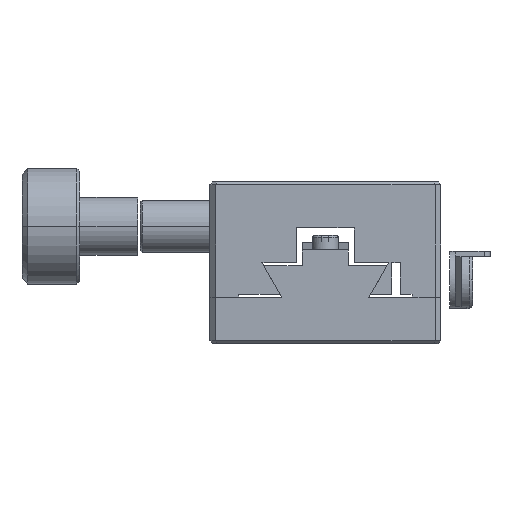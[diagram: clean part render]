
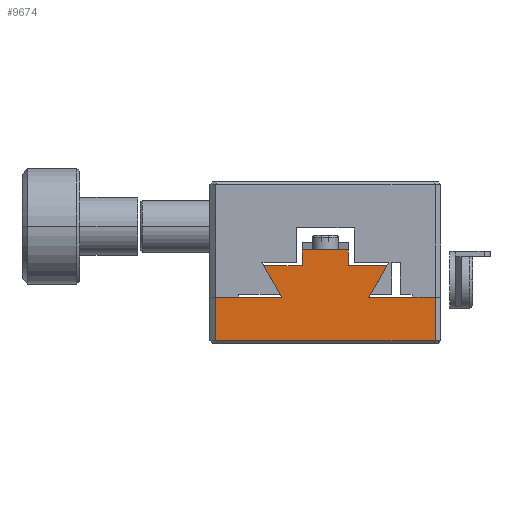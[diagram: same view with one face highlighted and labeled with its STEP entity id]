
A CAD part, front view. The second image highlights one B-rep face of the part: STEP entity #9674.
In plain terms, the highlighted planar face has unit normal (0, -1, 0).
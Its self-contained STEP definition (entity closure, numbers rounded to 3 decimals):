
#32 = VERTEX_POINT ( 'NONE', #1122 ) ;
#154 = CARTESIAN_POINT ( 'NONE',  ( -27.5, -300., 8. ) ) ;
#215 = ORIENTED_EDGE ( 'NONE', *, *, #2285, .T. ) ;
#237 = DIRECTION ( 'NONE',  ( 1., 0., 0. ) ) ;
#307 = ORIENTED_EDGE ( 'NONE', *, *, #9853, .F. ) ;
#370 = ORIENTED_EDGE ( 'NONE', *, *, #12749, .T. ) ;
#639 = VERTEX_POINT ( 'NONE', #6902 ) ;
#717 = VECTOR ( 'NONE', #5340, 1000. ) ;
#770 = VERTEX_POINT ( 'NONE', #7534 ) ;
#877 = VERTEX_POINT ( 'NONE', #3678 ) ;
#1060 = VECTOR ( 'NONE', #12371, 1000. ) ;
#1122 = CARTESIAN_POINT ( 'NONE',  ( -39., -300., 0.5 ) ) ;
#1326 = CARTESIAN_POINT ( 'NONE',  ( -30.5, -300., 13.5 ) ) ;
#1352 = LINE ( 'NONE', #10882, #13352 ) ;
#1544 = EDGE_CURVE ( 'NONE', #5116, #10168, #9035, .T. ) ;
#1605 = B_SPLINE_CURVE_WITH_KNOTS ( 'NONE', 3,
 ( #2455, #2010, #10048, #3741 ),
 .UNSPECIFIED., .F., .F.,
 ( 4, 4 ),
 ( 0., 1. ),
 .UNSPECIFIED. ) ;
#1625 = CARTESIAN_POINT ( 'NONE',  ( -16., -300., 8.35 ) ) ;
#1660 = CARTESIAN_POINT ( 'NONE',  ( -20., -300., 16.2 ) ) ;
#1675 = DIRECTION ( 'NONE',  ( 0., 0., -1. ) ) ;
#1759 = CARTESIAN_POINT ( 'NONE',  ( -39., -300., 0.5 ) ) ;
#1807 = EDGE_CURVE ( 'NONE', #877, #11740, #1605, .T. ) ;
#1832 = DIRECTION ( 'NONE',  ( 0., 0., 1. ) ) ;
#2010 = CARTESIAN_POINT ( 'NONE',  ( -11.5, -300., 9.732 ) ) ;
#2087 = LINE ( 'NONE', #7969, #2388 ) ;
#2152 = VECTOR ( 'NONE', #6994, 1000. ) ;
#2168 = ORIENTED_EDGE ( 'NONE', *, *, #6979, .T. ) ;
#2285 = EDGE_CURVE ( 'NONE', #639, #3845, #11001, .T. ) ;
#2334 = CARTESIAN_POINT ( 'NONE',  ( -20., -300., 13.5 ) ) ;
#2340 = ORIENTED_EDGE ( 'NONE', *, *, #1544, .T. ) ;
#2388 = VECTOR ( 'NONE', #1675, 1000. ) ;
#2422 = VERTEX_POINT ( 'NONE', #2881 ) ;
#2423 = EDGE_CURVE ( 'NONE', #770, #32, #9421, .T. ) ;
#2455 = CARTESIAN_POINT ( 'NONE',  ( -12.5, -300., 8. ) ) ;
#2814 = ORIENTED_EDGE ( 'NONE', *, *, #1807, .T. ) ;
#2881 = CARTESIAN_POINT ( 'NONE',  ( -1., -300., 0.5 ) ) ;
#2991 = DIRECTION ( 'NONE',  ( -1., 0., 0. ) ) ;
#3041 = AXIS2_PLACEMENT_3D ( 'NONE', #1759, #8711, #237 ) ;
#3047 = VERTEX_POINT ( 'NONE', #9033 ) ;
#3379 = LINE ( 'NONE', #1660, #7353 ) ;
#3595 = VECTOR ( 'NONE', #1832, 1000. ) ;
#3678 = CARTESIAN_POINT ( 'NONE',  ( -12.5, -300., 8. ) ) ;
#3734 = ORIENTED_EDGE ( 'NONE', *, *, #12211, .F. ) ;
#3741 = CARTESIAN_POINT ( 'NONE',  ( -9.5, -300., 13.196 ) ) ;
#3845 = VERTEX_POINT ( 'NONE', #7275 ) ;
#3888 = EDGE_CURVE ( 'NONE', #639, #11740, #2087, .T. ) ;
#4284 = EDGE_CURVE ( 'NONE', #3047, #12928, #7221, .T. ) ;
#4715 = EDGE_LOOP ( 'NONE', ( #6493, #307, #370, #9106, #2814, #9404, #215, #2168, #11894, #2340, #7168, #3734, #12624, #10579 ) ) ;
#4886 = CARTESIAN_POINT ( 'NONE',  ( -24., -300., 8.35 ) ) ;
#5081 = CARTESIAN_POINT ( 'NONE',  ( -24., -300., 16.2 ) ) ;
#5116 = VERTEX_POINT ( 'NONE', #5081 ) ;
#5340 = DIRECTION ( 'NONE',  ( 0., 0., -1. ) ) ;
#5679 = DIRECTION ( 'NONE',  ( -1., 0., 0. ) ) ;
#5721 = CARTESIAN_POINT ( 'NONE',  ( -20., -300., 8. ) ) ;
#5751 = DIRECTION ( 'NONE',  ( -1., 0., 0. ) ) ;
#5897 = CARTESIAN_POINT ( 'NONE',  ( -1., -300., 8.35 ) ) ;
#5917 = DIRECTION ( 'NONE',  ( 0., 0., -1. ) ) ;
#6493 = ORIENTED_EDGE ( 'NONE', *, *, #2423, .T. ) ;
#6567 = EDGE_CURVE ( 'NONE', #10533, #877, #7006, .T. ) ;
#6732 = PLANE ( 'NONE',  #3041 ) ;
#6766 = DIRECTION ( 'NONE',  ( 0., 0., 1. ) ) ;
#6902 = CARTESIAN_POINT ( 'NONE',  ( -9.5, -300., 13.5 ) ) ;
#6979 = EDGE_CURVE ( 'NONE', #3845, #11610, #7693, .T. ) ;
#6994 = DIRECTION ( 'NONE',  ( 0., 0., 1. ) ) ;
#7006 = LINE ( 'NONE', #7424, #12195 ) ;
#7168 = ORIENTED_EDGE ( 'NONE', *, *, #8924, .T. ) ;
#7197 = CARTESIAN_POINT ( 'NONE',  ( -20., -300., 0.5 ) ) ;
#7221 = B_SPLINE_CURVE_WITH_KNOTS ( 'NONE', 3,
 ( #12031, #12269, #9935, #154 ),
 .UNSPECIFIED., .F., .F.,
 ( 4, 4 ),
 ( 0., 1. ),
 .UNSPECIFIED. ) ;
#7255 = EDGE_CURVE ( 'NONE', #12928, #770, #12438, .T. ) ;
#7275 = CARTESIAN_POINT ( 'NONE',  ( -16., -300., 13.5 ) ) ;
#7353 = VECTOR ( 'NONE', #5751, 1000. ) ;
#7424 = CARTESIAN_POINT ( 'NONE',  ( -20., -300., 8. ) ) ;
#7534 = CARTESIAN_POINT ( 'NONE',  ( -39., -300., 8. ) ) ;
#7693 = LINE ( 'NONE', #1625, #3595 ) ;
#7798 = CARTESIAN_POINT ( 'NONE',  ( -16., -300., 16.2 ) ) ;
#7969 = CARTESIAN_POINT ( 'NONE',  ( -9.5, -300., 13.348 ) ) ;
#8033 = VECTOR ( 'NONE', #5917, 1000. ) ;
#8268 = VECTOR ( 'NONE', #8372, 1000. ) ;
#8372 = DIRECTION ( 'NONE',  ( -1., 0., 0. ) ) ;
#8642 = VECTOR ( 'NONE', #11357, 1000. ) ;
#8711 = DIRECTION ( 'NONE',  ( 0., -1., 0. ) ) ;
#8924 = EDGE_CURVE ( 'NONE', #10168, #10138, #11977, .T. ) ;
#9033 = CARTESIAN_POINT ( 'NONE',  ( -30.5, -300., 13.196 ) ) ;
#9035 = LINE ( 'NONE', #4886, #717 ) ;
#9106 = ORIENTED_EDGE ( 'NONE', *, *, #6567, .T. ) ;
#9221 = CARTESIAN_POINT ( 'NONE',  ( -20., -300., 13.5 ) ) ;
#9396 = EDGE_CURVE ( 'NONE', #11610, #5116, #3379, .T. ) ;
#9404 = ORIENTED_EDGE ( 'NONE', *, *, #3888, .F. ) ;
#9421 = LINE ( 'NONE', #10466, #8033 ) ;
#9556 = CARTESIAN_POINT ( 'NONE',  ( -9.5, -300., 13.196 ) ) ;
#9674 = ADVANCED_FACE ( 'NONE', ( #12116 ), #6732, .T. ) ;
#9853 = EDGE_CURVE ( 'NONE', #2422, #32, #13034, .T. ) ;
#9868 = CARTESIAN_POINT ( 'NONE',  ( -1., -300., 8. ) ) ;
#9935 = CARTESIAN_POINT ( 'NONE',  ( -28.5, -300., 9.732 ) ) ;
#10048 = CARTESIAN_POINT ( 'NONE',  ( -10.5, -300., 11.464 ) ) ;
#10138 = VERTEX_POINT ( 'NONE', #1326 ) ;
#10168 = VERTEX_POINT ( 'NONE', #13234 ) ;
#10466 = CARTESIAN_POINT ( 'NONE',  ( -39., -300., 8.35 ) ) ;
#10533 = VERTEX_POINT ( 'NONE', #9868 ) ;
#10579 = ORIENTED_EDGE ( 'NONE', *, *, #7255, .T. ) ;
#10830 = CARTESIAN_POINT ( 'NONE',  ( -27.5, -300., 8. ) ) ;
#10882 = CARTESIAN_POINT ( 'NONE',  ( -30.5, -300., 13.348 ) ) ;
#11001 = LINE ( 'NONE', #2334, #11531 ) ;
#11357 = DIRECTION ( 'NONE',  ( -1., 0., 0. ) ) ;
#11510 = LINE ( 'NONE', #5897, #2152 ) ;
#11531 = VECTOR ( 'NONE', #2991, 1000. ) ;
#11610 = VERTEX_POINT ( 'NONE', #7798 ) ;
#11740 = VERTEX_POINT ( 'NONE', #9556 ) ;
#11894 = ORIENTED_EDGE ( 'NONE', *, *, #9396, .T. ) ;
#11977 = LINE ( 'NONE', #9221, #8642 ) ;
#12031 = CARTESIAN_POINT ( 'NONE',  ( -30.5, -300., 13.196 ) ) ;
#12116 = FACE_OUTER_BOUND ( 'NONE', #4715, .T. ) ;
#12195 = VECTOR ( 'NONE', #5679, 1000. ) ;
#12211 = EDGE_CURVE ( 'NONE', #3047, #10138, #1352, .T. ) ;
#12269 = CARTESIAN_POINT ( 'NONE',  ( -29.5, -300., 11.464 ) ) ;
#12371 = DIRECTION ( 'NONE',  ( -1., 0., 0. ) ) ;
#12438 = LINE ( 'NONE', #5721, #8268 ) ;
#12624 = ORIENTED_EDGE ( 'NONE', *, *, #4284, .T. ) ;
#12749 = EDGE_CURVE ( 'NONE', #2422, #10533, #11510, .T. ) ;
#12928 = VERTEX_POINT ( 'NONE', #10830 ) ;
#13034 = LINE ( 'NONE', #7197, #1060 ) ;
#13234 = CARTESIAN_POINT ( 'NONE',  ( -24., -300., 13.5 ) ) ;
#13352 = VECTOR ( 'NONE', #6766, 1000. ) ;
